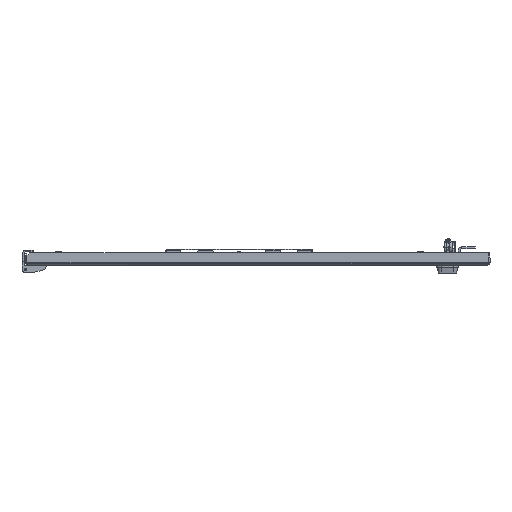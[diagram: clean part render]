
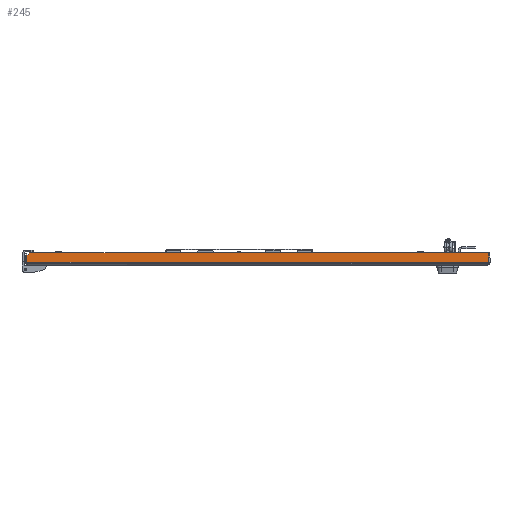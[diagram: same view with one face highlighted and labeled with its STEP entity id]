
A CAD part, left-side view. The second image highlights one B-rep face of the part: STEP entity #245.
In plain terms, the highlighted planar face has unit normal (-1, 0, 0).
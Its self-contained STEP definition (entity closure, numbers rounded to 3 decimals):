
#245 = ADVANCED_FACE ( 'NONE', ( #35189 ), #8065, .F. ) ;
#994 = DIRECTION ( 'NONE',  ( 0., 0., 1. ) ) ;
#1073 = DIRECTION ( 'NONE',  ( 0., 1., 0. ) ) ;
#1113 = VERTEX_POINT ( 'NONE', #26224 ) ;
#2170 = CARTESIAN_POINT ( 'NONE',  ( 0., -7.141, 19. ) ) ;
#2515 = DIRECTION ( 'NONE',  ( 0., 0., -1. ) ) ;
#2832 = VECTOR ( 'NONE', #994, 1000. ) ;
#3331 = EDGE_CURVE ( 'NONE', #11881, #8092, #8935, .T. ) ;
#3515 = CARTESIAN_POINT ( 'NONE',  ( 0., 0., 2.7 ) ) ;
#6038 = EDGE_CURVE ( 'NONE', #9885, #26952, #9337, .T. ) ;
#6505 = ORIENTED_EDGE ( 'NONE', *, *, #3331, .F. ) ;
#6637 = DIRECTION ( 'NONE',  ( 0., 0.707, -0.707 ) ) ;
#8010 = EDGE_CURVE ( 'NONE', #8092, #26952, #12300, .T. ) ;
#8065 = PLANE ( 'NONE',  #19315 ) ;
#8092 = VERTEX_POINT ( 'NONE', #34876 ) ;
#8935 = LINE ( 'NONE', #3515, #13021 ) ;
#9337 = LINE ( 'NONE', #29043, #21350 ) ;
#9352 = LINE ( 'NONE', #33926, #17466 ) ;
#9885 = VERTEX_POINT ( 'NONE', #2170 ) ;
#11411 = ORIENTED_EDGE ( 'NONE', *, *, #6038, .T. ) ;
#11881 = VERTEX_POINT ( 'NONE', #15272 ) ;
#12300 = LINE ( 'NONE', #20240, #32337 ) ;
#13021 = VECTOR ( 'NONE', #27725, 1000. ) ;
#15272 = CARTESIAN_POINT ( 'NONE',  ( 0., -789.359, 2.7 ) ) ;
#15840 = CARTESIAN_POINT ( 'NONE',  ( 0., 0., 0. ) ) ;
#16230 = EDGE_CURVE ( 'NONE', #1113, #9885, #9352, .T. ) ;
#17466 = VECTOR ( 'NONE', #1073, 1000. ) ;
#18542 = DIRECTION ( 'NONE',  ( 1., 0., 0. ) ) ;
#19315 = AXIS2_PLACEMENT_3D ( 'NONE', #15840, #18542, #2515 ) ;
#20240 = CARTESIAN_POINT ( 'NONE',  ( 0., -2.141, 2.7 ) ) ;
#21350 = VECTOR ( 'NONE', #6637, 1000. ) ;
#21619 = ORIENTED_EDGE ( 'NONE', *, *, #16230, .T. ) ;
#25806 = EDGE_CURVE ( 'NONE', #11881, #1113, #31682, .T. ) ;
#26224 = CARTESIAN_POINT ( 'NONE',  ( 0., -789.359, 19. ) ) ;
#26952 = VERTEX_POINT ( 'NONE', #27378 ) ;
#27378 = CARTESIAN_POINT ( 'NONE',  ( 0., -2.141, 14. ) ) ;
#27725 = DIRECTION ( 'NONE',  ( 0., 1., 0. ) ) ;
#28913 = EDGE_LOOP ( 'NONE', ( #21619, #11411, #34935, #6505, #31082 ) ) ;
#29043 = CARTESIAN_POINT ( 'NONE',  ( 0., -2.141, 14. ) ) ;
#31082 = ORIENTED_EDGE ( 'NONE', *, *, #25806, .T. ) ;
#31639 = DIRECTION ( 'NONE',  ( 0., 0., 1. ) ) ;
#31682 = LINE ( 'NONE', #34201, #2832 ) ;
#32337 = VECTOR ( 'NONE', #31639, 1000. ) ;
#33926 = CARTESIAN_POINT ( 'NONE',  ( 0., 0., 19. ) ) ;
#34201 = CARTESIAN_POINT ( 'NONE',  ( 0., -789.359, 2.7 ) ) ;
#34876 = CARTESIAN_POINT ( 'NONE',  ( 0., -2.141, 2.7 ) ) ;
#34935 = ORIENTED_EDGE ( 'NONE', *, *, #8010, .F. ) ;
#35189 = FACE_OUTER_BOUND ( 'NONE', #28913, .T. ) ;
